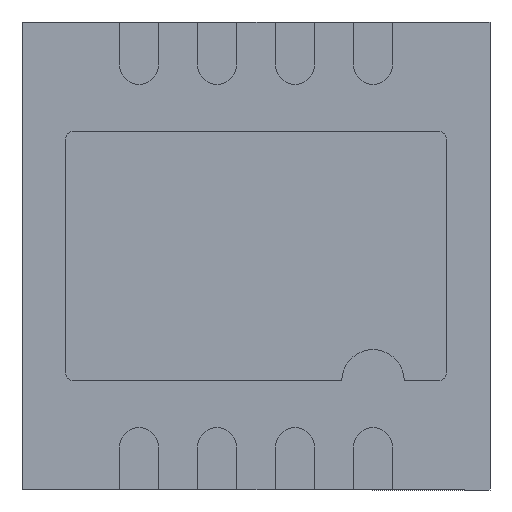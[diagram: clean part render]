
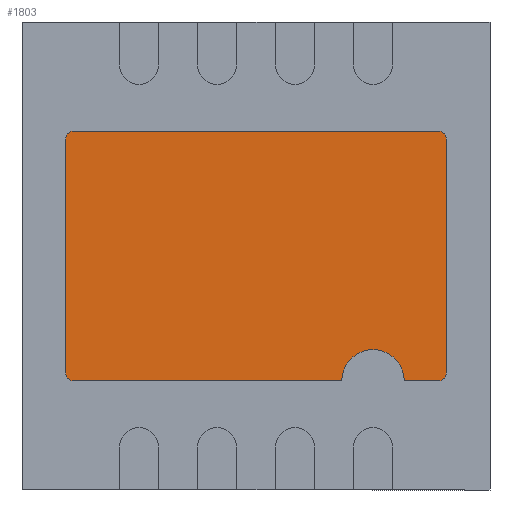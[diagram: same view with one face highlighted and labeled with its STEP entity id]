
A CAD part, front view. The second image highlights one B-rep face of the part: STEP entity #1803.
In plain terms, the highlighted planar face has unit normal (0, -1, 0).
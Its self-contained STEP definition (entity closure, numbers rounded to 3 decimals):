
#15 = VECTOR ( 'NONE', #3550, 1000. ) ;
#37 = ORIENTED_EDGE ( 'NONE', *, *, #2787, .F. ) ;
#63 = CARTESIAN_POINT ( 'NONE',  ( -1.17, -0.05, 0.8 ) ) ;
#84 = VERTEX_POINT ( 'NONE', #3261 ) ;
#101 = LINE ( 'NONE', #1787, #1510 ) ;
#266 = DIRECTION ( 'NONE',  ( 0., 0., 1. ) ) ;
#284 = DIRECTION ( 'NONE',  ( 0., 0., 1. ) ) ;
#356 = DIRECTION ( 'NONE',  ( 0., 1., 0. ) ) ;
#462 = CARTESIAN_POINT ( 'NONE',  ( 0.75, -0.05, -0.6 ) ) ;
#529 = CIRCLE ( 'NONE', #1436, 0.05 ) ;
#530 = DIRECTION ( 'NONE',  ( 0., 1., 0. ) ) ;
#542 = CARTESIAN_POINT ( 'NONE',  ( 0.95, -0.05, -0.8 ) ) ;
#628 = DIRECTION ( 'NONE',  ( 0., 0., 1. ) ) ;
#632 = CARTESIAN_POINT ( 'NONE',  ( 1.17, -0.05, -0.75 ) ) ;
#649 = CARTESIAN_POINT ( 'NONE',  ( 1.17, -0.05, -0.8 ) ) ;
#689 = ORIENTED_EDGE ( 'NONE', *, *, #1761, .F. ) ;
#716 = CIRCLE ( 'NONE', #3349, 0.2 ) ;
#788 = CARTESIAN_POINT ( 'NONE',  ( -1.22, -0.05, -0.75 ) ) ;
#847 = EDGE_CURVE ( 'NONE', #3143, #3078, #3001, .T. ) ;
#860 = AXIS2_PLACEMENT_3D ( 'NONE', #3199, #2645, #2926 ) ;
#861 = ORIENTED_EDGE ( 'NONE', *, *, #2678, .F. ) ;
#881 = AXIS2_PLACEMENT_3D ( 'NONE', #1929, #1957, #2253 ) ;
#888 = DIRECTION ( 'NONE',  ( 0., 1., 0. ) ) ;
#894 = VERTEX_POINT ( 'NONE', #63 ) ;
#908 = VECTOR ( 'NONE', #266, 1000. ) ;
#966 = ORIENTED_EDGE ( 'NONE', *, *, #847, .F. ) ;
#1077 = VERTEX_POINT ( 'NONE', #1646 ) ;
#1151 = CARTESIAN_POINT ( 'NONE',  ( 1.17, -0.05, 0.8 ) ) ;
#1304 = EDGE_CURVE ( 'NONE', #1077, #3143, #1786, .T. ) ;
#1332 = LINE ( 'NONE', #2204, #908 ) ;
#1361 = VERTEX_POINT ( 'NONE', #462 ) ;
#1375 = EDGE_CURVE ( 'NONE', #894, #3320, #2263, .T. ) ;
#1423 = DIRECTION ( 'NONE',  ( 0., -1., 0. ) ) ;
#1436 = AXIS2_PLACEMENT_3D ( 'NONE', #2763, #530, #3039 ) ;
#1463 = CIRCLE ( 'NONE', #2134, 0.05 ) ;
#1510 = VECTOR ( 'NONE', #2318, 1000. ) ;
#1646 = CARTESIAN_POINT ( 'NONE',  ( 1.22, -0.05, 0.75 ) ) ;
#1693 = CARTESIAN_POINT ( 'NONE',  ( -1.17, -0.05, 0.75 ) ) ;
#1729 = CIRCLE ( 'NONE', #860, 0.05 ) ;
#1761 = EDGE_CURVE ( 'NONE', #3008, #3147, #1332, .T. ) ;
#1784 = DIRECTION ( 'NONE',  ( 0., 0., 1. ) ) ;
#1786 = LINE ( 'NONE', #2023, #3175 ) ;
#1787 = CARTESIAN_POINT ( 'NONE',  ( -1.17, -0.05, -0.8 ) ) ;
#1798 = ORIENTED_EDGE ( 'NONE', *, *, #1304, .F. ) ;
#1803 = ADVANCED_FACE ( 'NONE', ( #2762 ), #2489, .F. ) ;
#1804 = ORIENTED_EDGE ( 'NONE', *, *, #2845, .F. ) ;
#1833 = ORIENTED_EDGE ( 'NONE', *, *, #3031, .F. ) ;
#1929 = CARTESIAN_POINT ( 'NONE',  ( 0., -0.05, 0. ) ) ;
#1957 = DIRECTION ( 'NONE',  ( 0., 1., 0. ) ) ;
#2015 = CARTESIAN_POINT ( 'NONE',  ( 0.75, -0.05, -0.8 ) ) ;
#2023 = CARTESIAN_POINT ( 'NONE',  ( 1.22, -0.05, -0.75 ) ) ;
#2062 = ORIENTED_EDGE ( 'NONE', *, *, #2838, .F. ) ;
#2066 = CARTESIAN_POINT ( 'NONE',  ( 0.75, -0.05, -0.8 ) ) ;
#2118 = CARTESIAN_POINT ( 'NONE',  ( 0.55, -0.05, -0.8 ) ) ;
#2134 = AXIS2_PLACEMENT_3D ( 'NONE', #1693, #888, #284 ) ;
#2137 = CARTESIAN_POINT ( 'NONE',  ( 0.95, -0.05, -0.8 ) ) ;
#2204 = CARTESIAN_POINT ( 'NONE',  ( -1.22, -0.05, 0.75 ) ) ;
#2219 = CARTESIAN_POINT ( 'NONE',  ( -1.22, -0.05, 0.75 ) ) ;
#2253 = DIRECTION ( 'NONE',  ( 0., 0., 1. ) ) ;
#2263 = LINE ( 'NONE', #3002, #15 ) ;
#2318 = DIRECTION ( 'NONE',  ( -1., 0., 0. ) ) ;
#2374 = LINE ( 'NONE', #542, #2460 ) ;
#2426 = EDGE_CURVE ( 'NONE', #2552, #84, #101, .T. ) ;
#2457 = CIRCLE ( 'NONE', #2690, 0.2 ) ;
#2460 = VECTOR ( 'NONE', #3636, 1000. ) ;
#2489 = PLANE ( 'NONE',  #881 ) ;
#2497 = EDGE_LOOP ( 'NONE', ( #1798, #37, #3402, #1804, #689, #1833, #3188, #3278, #861, #2062, #966 ) ) ;
#2552 = VERTEX_POINT ( 'NONE', #2118 ) ;
#2645 = DIRECTION ( 'NONE',  ( 0., 1., 0. ) ) ;
#2678 = EDGE_CURVE ( 'NONE', #3536, #1361, #716, .T. ) ;
#2690 = AXIS2_PLACEMENT_3D ( 'NONE', #2066, #2902, #1784 ) ;
#2762 = FACE_OUTER_BOUND ( 'NONE', #2497, .T. ) ;
#2763 = CARTESIAN_POINT ( 'NONE',  ( -1.17, -0.05, -0.75 ) ) ;
#2787 = EDGE_CURVE ( 'NONE', #3320, #1077, #1729, .T. ) ;
#2838 = EDGE_CURVE ( 'NONE', #3078, #3536, #2374, .T. ) ;
#2845 = EDGE_CURVE ( 'NONE', #3147, #894, #1463, .T. ) ;
#2852 = AXIS2_PLACEMENT_3D ( 'NONE', #632, #356, #2875 ) ;
#2854 = DIRECTION ( 'NONE',  ( 0., 0., -1. ) ) ;
#2875 = DIRECTION ( 'NONE',  ( 0., 0., 1. ) ) ;
#2902 = DIRECTION ( 'NONE',  ( 0., -1., 0. ) ) ;
#2926 = DIRECTION ( 'NONE',  ( 0., 0., 1. ) ) ;
#3001 = CIRCLE ( 'NONE', #2852, 0.05 ) ;
#3002 = CARTESIAN_POINT ( 'NONE',  ( 1.17, -0.05, 0.8 ) ) ;
#3008 = VERTEX_POINT ( 'NONE', #788 ) ;
#3031 = EDGE_CURVE ( 'NONE', #84, #3008, #529, .T. ) ;
#3039 = DIRECTION ( 'NONE',  ( 0., 0., 1. ) ) ;
#3078 = VERTEX_POINT ( 'NONE', #649 ) ;
#3143 = VERTEX_POINT ( 'NONE', #3343 ) ;
#3147 = VERTEX_POINT ( 'NONE', #2219 ) ;
#3175 = VECTOR ( 'NONE', #2854, 1000. ) ;
#3188 = ORIENTED_EDGE ( 'NONE', *, *, #2426, .F. ) ;
#3199 = CARTESIAN_POINT ( 'NONE',  ( 1.17, -0.05, 0.75 ) ) ;
#3261 = CARTESIAN_POINT ( 'NONE',  ( -1.17, -0.05, -0.8 ) ) ;
#3278 = ORIENTED_EDGE ( 'NONE', *, *, #3390, .F. ) ;
#3320 = VERTEX_POINT ( 'NONE', #1151 ) ;
#3343 = CARTESIAN_POINT ( 'NONE',  ( 1.22, -0.05, -0.75 ) ) ;
#3349 = AXIS2_PLACEMENT_3D ( 'NONE', #2015, #1423, #628 ) ;
#3390 = EDGE_CURVE ( 'NONE', #1361, #2552, #2457, .T. ) ;
#3402 = ORIENTED_EDGE ( 'NONE', *, *, #1375, .F. ) ;
#3536 = VERTEX_POINT ( 'NONE', #2137 ) ;
#3550 = DIRECTION ( 'NONE',  ( 1., 0., 0. ) ) ;
#3636 = DIRECTION ( 'NONE',  ( -1., 0., 0. ) ) ;
